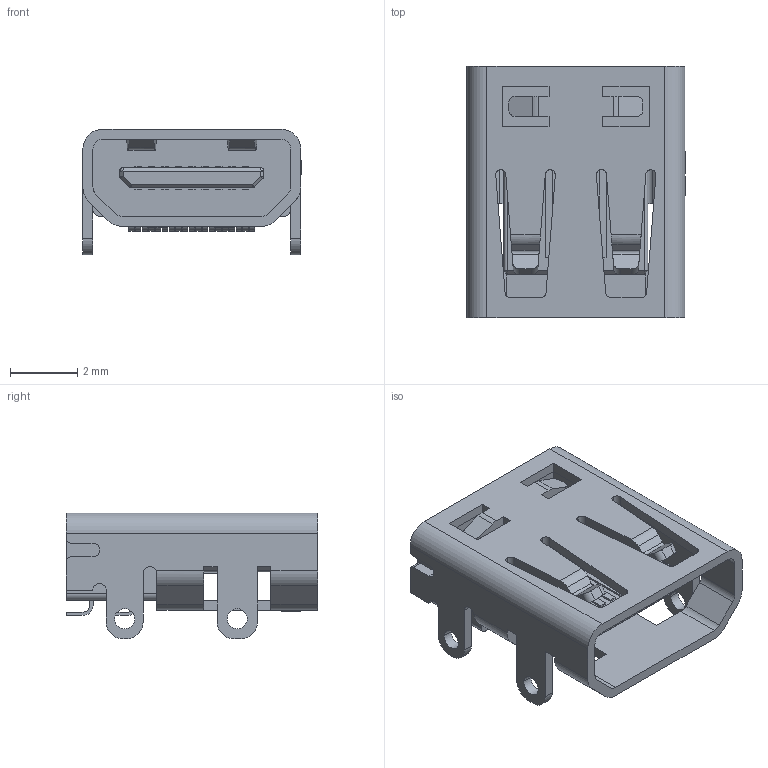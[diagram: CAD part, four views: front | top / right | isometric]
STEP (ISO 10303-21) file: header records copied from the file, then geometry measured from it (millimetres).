
FILE_DESCRIPTION(('FreeCAD Model'),'2;1');
FILE_NAME('Open CASCADE Shape Model','2025-06-02T15:12:34',('Author'),( ''),'Open CASCADE STEP processor 7.7','FreeCAD','Unknown');
FILE_SCHEMA(('AUTOMOTIVE_DESIGN { 1 0 10303 214 1 1 1 1 }'));
Length unit declared in the file: millimetre
Products named in the file (4): USB1~HDMI-SMD_HDMI-101S~HDMI-SMD_HDMI-101S~EpS9; HDMI-SMD_HDMI-101S~HDMI-SMD_HDMI-101S~EpS011; HDMI-SMD_HDMI-101S~HDMI-SMD_HDMI-101S~EpS9; HDMI-SMD_HDMI-101S~HDMI-SMD_HDMI-101S~EpS010
Assembly tree (3 placements, depth 3):
  USB1~HDMI-SMD_HDMI-101S~HDMI-SMD_HDMI-101S~EpS9
    HDMI-SMD_HDMI-101S~HDMI-SMD_HDMI-101S~EpS011
      HDMI-SMD_HDMI-101S~HDMI-SMD_HDMI-101S~EpS9
      HDMI-SMD_HDMI-101S~HDMI-SMD_HDMI-101S~EpS010
Bounding box: 6.51 x 7.5 x 3.75 mm (x, y, z)
Volume: 68.5 mm3; surface area: 345.9 mm2
Topology: 2 solids, 2 shells, 705 faces, 1971 edges, 1304 vertices
Faces by surface type: plane 465, cylinder 132, bspline 98, cone 6, torus 4
Entity records: 26337 total; most frequent: CARTESIAN_POINT 5392, ORIENTED_EDGE 3930, DIRECTION 3207, EDGE_CURVE 1965, LINE 1481, VECTOR 1481, VERTEX_POINT 1304, AXIS2_PLACEMENT_3D 863
